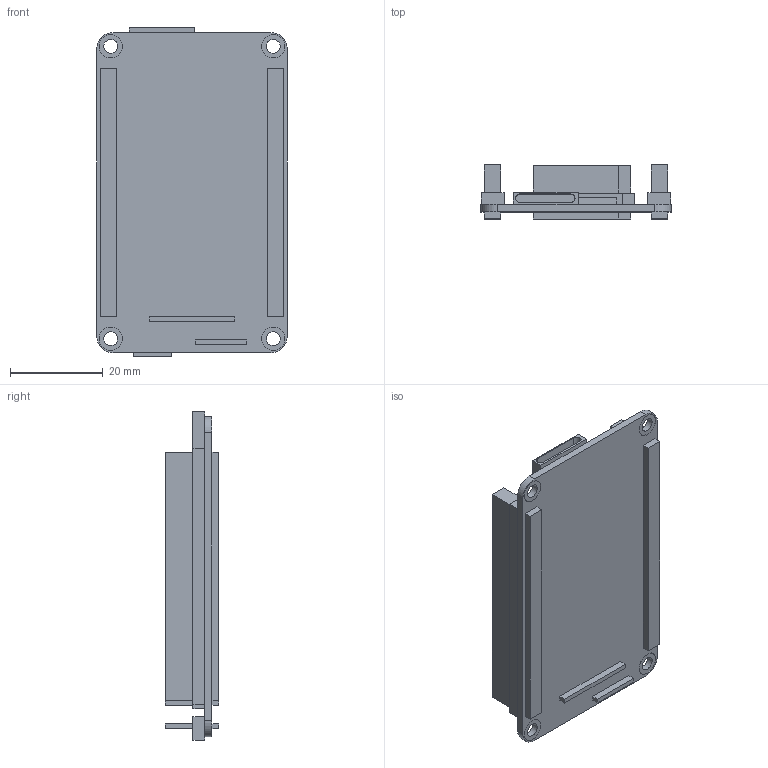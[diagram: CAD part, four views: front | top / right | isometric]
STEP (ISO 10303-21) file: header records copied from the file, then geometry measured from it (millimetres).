
FILE_DESCRIPTION(/* description */ (''),/* implementation_level */ '2;1');
FILE_NAME(/* name */ 'SMT32H7(50VBT6)_DevEBox_Board.stp',/* time_stamp */ '2025-05-06T19:54:53+07:00',/* author */ ('nugro'),/* organization */ (''),/* preprocessor_version */ 'ST-DEVELOPER v20',/* originating_system */ 'Autodesk Inventor 2025',/* authorisation */ '');
FILE_SCHEMA (('AUTOMOTIVE_DESIGN { 1 0 10303 214 3 1 1 }'));
Length unit declared in the file: millimetre
Products named in the file (1): SMT32H7(50VBT6)_DevEBox_Board
Bounding box: 41 x 11.6 x 70.75 mm (x, y, z)
Volume: 9565.8 mm3; surface area: 9756.9 mm2
Topology: 1 solids, 1 shells, 117 faces, 272 edges, 180 vertices
Faces by surface type: plane 97, cylinder 20
Full cylindrical faces by diameter (mm): 3 x4, 5 x8
Entity records: 3491 total; most frequent: CARTESIAN_POINT 570, DIRECTION 548, ORIENTED_EDGE 544, EDGE_CURVE 272, LINE 232, VECTOR 232, VERTEX_POINT 180, AXIS2_PLACEMENT_3D 158
